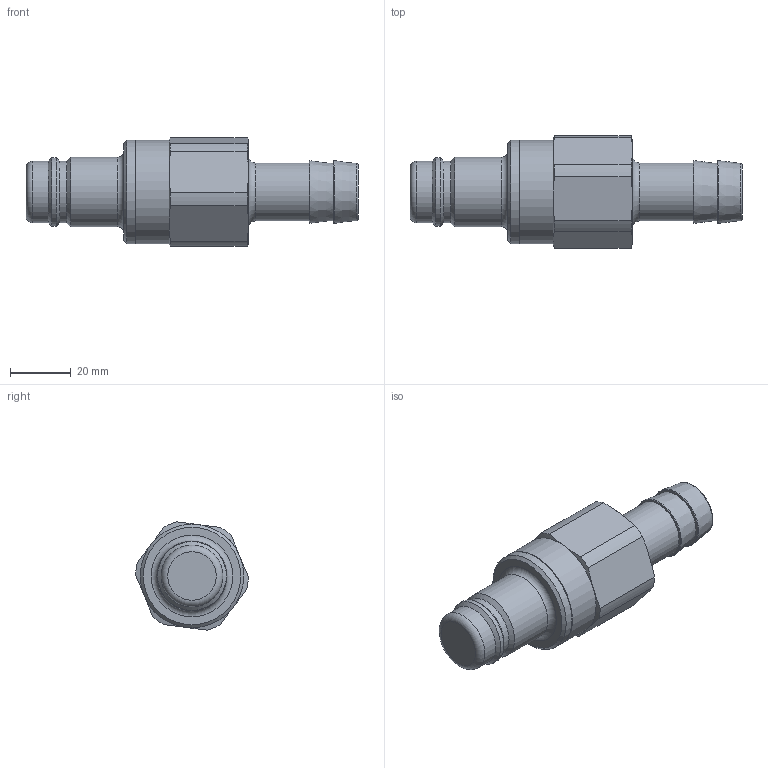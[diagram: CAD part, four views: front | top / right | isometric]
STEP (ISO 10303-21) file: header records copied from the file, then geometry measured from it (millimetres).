
FILE_DESCRIPTION((''),'2;1');
FILE_NAME('38sbtf19mpx.stp','2012-11-27T09:38:36',('IA176480'),(''),'Autodesk Inventor 2011','Autodesk Inventor 2011','');
FILE_SCHEMA(('AUTOMOTIVE_DESIGN { 1 0 10303 214 1 1 1 1 }'));
Length unit declared in the file: millimetre
Products named in the file (1): D104460
Bounding box: 109 x 37 x 35.6 mm (x, y, z)
Volume: 61142.2 mm3; surface area: 12653.1 mm2
Topology: 1 solids, 3 shells, 63 faces, 130 edges, 76 vertices
Faces by surface type: cone 22, cylinder 18, plane 15, torus 8
Full cylindrical faces by diameter (mm): 19 x1, 20.3 x2, 22.6 x1, 22.85 x1, 27.626 x1, 28.5 x2, 30 x2, 34 x2
Entity records: 1547 total; most frequent: CARTESIAN_POINT 282, DIRECTION 262, ORIENTED_EDGE 194, AXIS2_PLACEMENT_3D 125, EDGE_LOOP 100, EDGE_CURVE 97, VERTEX_POINT 73, FACE_OUTER_BOUND 63
